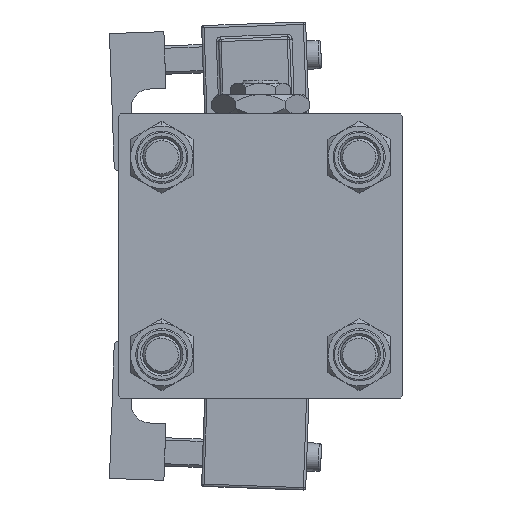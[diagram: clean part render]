
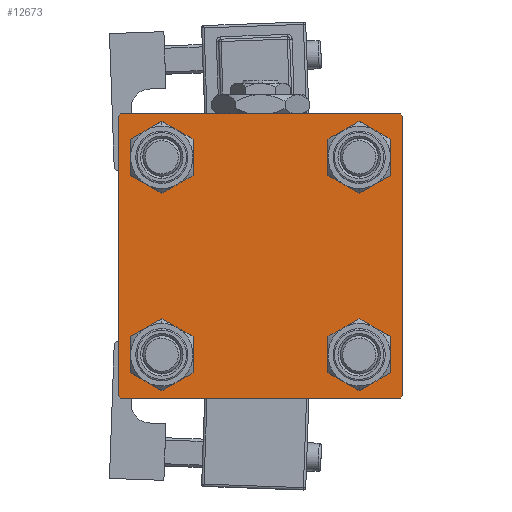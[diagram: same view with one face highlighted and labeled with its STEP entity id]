
A CAD part, left-side view. The second image highlights one B-rep face of the part: STEP entity #12673.
In plain terms, the highlighted planar face has unit normal (-1, 0, 0).
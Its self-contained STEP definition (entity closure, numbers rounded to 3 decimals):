
#3 = VERTEX_POINT ( 'NONE', #51714 ) ;
#1426 = CARTESIAN_POINT ( 'NONE',  ( 0., 30., 30. ) ) ;
#2254 = AXIS2_PLACEMENT_3D ( 'NONE', #47806, #4632, #26086 ) ;
#4632 = DIRECTION ( 'NONE',  ( 1., 0., 0. ) ) ;
#5886 = CARTESIAN_POINT ( 'NONE',  ( 0., 20.85, 25.35 ) ) ;
#7545 = CIRCLE ( 'NONE', #45435, 4.5 ) ;
#7827 = DIRECTION ( 'NONE',  ( -1., 0., 0. ) ) ;
#8109 = VERTEX_POINT ( 'NONE', #10371 ) ;
#8142 = CARTESIAN_POINT ( 'NONE',  ( 0., -20.85, 25.35 ) ) ;
#8328 = EDGE_CURVE ( 'NONE', #49276, #40746, #15898, .T. ) ;
#8367 = CARTESIAN_POINT ( 'NONE',  ( 0., 30., -29.5 ) ) ;
#8575 = CIRCLE ( 'NONE', #45550, 4.5 ) ;
#8661 = CIRCLE ( 'NONE', #52830, 4.5 ) ;
#9056 = CIRCLE ( 'NONE', #28912, 4.5 ) ;
#9208 = EDGE_CURVE ( 'NONE', #20076, #53585, #7545, .T. ) ;
#9848 = DIRECTION ( 'NONE',  ( 1., 0., 0. ) ) ;
#9887 = CARTESIAN_POINT ( 'NONE',  ( 0., 20.85, 20.85 ) ) ;
#10296 = ORIENTED_EDGE ( 'NONE', *, *, #49560, .T. ) ;
#10371 = CARTESIAN_POINT ( 'NONE',  ( 0., 29.5, -30. ) ) ;
#10567 = EDGE_CURVE ( 'NONE', #17269, #15568, #31960, .T. ) ;
#10616 = CARTESIAN_POINT ( 'NONE',  ( 0., 29.75, 29.75 ) ) ;
#11342 = AXIS2_PLACEMENT_3D ( 'NONE', #46498, #7827, #54104 ) ;
#11780 = FACE_BOUND ( 'NONE', #17782, .T. ) ;
#12673 = ADVANCED_FACE ( 'NONE', ( #36929, #50441, #19717, #11780, #29022 ), #29288, .T. ) ;
#13168 = DIRECTION ( 'NONE',  ( 0., 0., 1. ) ) ;
#14642 = EDGE_LOOP ( 'NONE', ( #44231, #14779 ) ) ;
#14671 = CARTESIAN_POINT ( 'NONE',  ( 0., 20.85, -20.85 ) ) ;
#14740 = CARTESIAN_POINT ( 'NONE',  ( 0., -30., 29.5 ) ) ;
#14779 = ORIENTED_EDGE ( 'NONE', *, *, #24342, .T. ) ;
#14976 = EDGE_CURVE ( 'NONE', #26889, #30208, #8575, .T. ) ;
#15235 = CARTESIAN_POINT ( 'NONE',  ( 0., 30., 29.5 ) ) ;
#15568 = VERTEX_POINT ( 'NONE', #26272 ) ;
#15679 = ORIENTED_EDGE ( 'NONE', *, *, #14976, .T. ) ;
#15898 = LINE ( 'NONE', #45276, #52551 ) ;
#16546 = DIRECTION ( 'NONE',  ( 0., -1., 0. ) ) ;
#16872 = VECTOR ( 'NONE', #43372, 1000. ) ;
#17120 = AXIS2_PLACEMENT_3D ( 'NONE', #39409, #43637, #30101 ) ;
#17192 = EDGE_LOOP ( 'NONE', ( #48349, #51665 ) ) ;
#17269 = VERTEX_POINT ( 'NONE', #26243 ) ;
#17782 = EDGE_LOOP ( 'NONE', ( #43548, #34432 ) ) ;
#18925 = DIRECTION ( 'NONE',  ( 1., 0., 0. ) ) ;
#19051 = EDGE_CURVE ( 'NONE', #49276, #27312, #19894, .T. ) ;
#19717 = FACE_BOUND ( 'NONE', #14642, .T. ) ;
#19894 = LINE ( 'NONE', #40778, #38755 ) ;
#20076 = VERTEX_POINT ( 'NONE', #46583 ) ;
#21128 = VERTEX_POINT ( 'NONE', #24533 ) ;
#21285 = ORIENTED_EDGE ( 'NONE', *, *, #8328, .T. ) ;
#21518 = VERTEX_POINT ( 'NONE', #46178 ) ;
#22045 = CIRCLE ( 'NONE', #54492, 4.5 ) ;
#22142 = EDGE_CURVE ( 'NONE', #30032, #50021, #23719, .T. ) ;
#23572 = EDGE_CURVE ( 'NONE', #37028, #3, #43264, .T. ) ;
#23719 = LINE ( 'NONE', #1426, #46853 ) ;
#24342 = EDGE_CURVE ( 'NONE', #53585, #20076, #9056, .T. ) ;
#24480 = EDGE_CURVE ( 'NONE', #21128, #30032, #49270, .T. ) ;
#24533 = CARTESIAN_POINT ( 'NONE',  ( 0., 29.5, 30. ) ) ;
#25525 = CARTESIAN_POINT ( 'NONE',  ( 0., -30., -29.5 ) ) ;
#25960 = ORIENTED_EDGE ( 'NONE', *, *, #19051, .F. ) ;
#26086 = DIRECTION ( 'NONE',  ( 0., 0., 1. ) ) ;
#26163 = LINE ( 'NONE', #30112, #16872 ) ;
#26225 = DIRECTION ( 'NONE',  ( 0., -0.707, 0.707 ) ) ;
#26243 = CARTESIAN_POINT ( 'NONE',  ( 0., -20.85, -16.35 ) ) ;
#26272 = CARTESIAN_POINT ( 'NONE',  ( 0., -20.85, -25.35 ) ) ;
#26671 = LINE ( 'NONE', #51750, #47979 ) ;
#26831 = DIRECTION ( 'NONE',  ( 1., 0., 0. ) ) ;
#26889 = VERTEX_POINT ( 'NONE', #46485 ) ;
#27312 = VERTEX_POINT ( 'NONE', #25525 ) ;
#27841 = DIRECTION ( 'NONE',  ( 0., 0.707, -0.707 ) ) ;
#27922 = DIRECTION ( 'NONE',  ( 0., 0., 1. ) ) ;
#28054 = EDGE_CURVE ( 'NONE', #8109, #21518, #26671, .T. ) ;
#28458 = LINE ( 'NONE', #41415, #54488 ) ;
#28535 = CARTESIAN_POINT ( 'NONE',  ( 0., -20.85, 20.85 ) ) ;
#28912 = AXIS2_PLACEMENT_3D ( 'NONE', #34622, #51806, #13168 ) ;
#29022 = FACE_OUTER_BOUND ( 'NONE', #54204, .T. ) ;
#29288 = PLANE ( 'NONE',  #11342 ) ;
#30032 = VERTEX_POINT ( 'NONE', #15235 ) ;
#30101 = DIRECTION ( 'NONE',  ( 0., 0., 1. ) ) ;
#30112 = CARTESIAN_POINT ( 'NONE',  ( 0., 29.75, -29.75 ) ) ;
#30208 = VERTEX_POINT ( 'NONE', #8142 ) ;
#31166 = ORIENTED_EDGE ( 'NONE', *, *, #22142, .T. ) ;
#31706 = ORIENTED_EDGE ( 'NONE', *, *, #24480, .T. ) ;
#31960 = CIRCLE ( 'NONE', #2254, 4.5 ) ;
#32290 = DIRECTION ( 'NONE',  ( 0., 0.707, 0.707 ) ) ;
#34432 = ORIENTED_EDGE ( 'NONE', *, *, #48548, .T. ) ;
#34622 = CARTESIAN_POINT ( 'NONE',  ( 0., 20.85, -20.85 ) ) ;
#35971 = CARTESIAN_POINT ( 'NONE',  ( 0., -20.85, 20.85 ) ) ;
#36130 = DIRECTION ( 'NONE',  ( 0., 0., 1. ) ) ;
#36664 = CARTESIAN_POINT ( 'NONE',  ( 0., -20.85, -20.85 ) ) ;
#36929 = FACE_BOUND ( 'NONE', #51822, .T. ) ;
#37001 = CARTESIAN_POINT ( 'NONE',  ( 0., -29.5, 30. ) ) ;
#37028 = VERTEX_POINT ( 'NONE', #5886 ) ;
#37644 = ORIENTED_EDGE ( 'NONE', *, *, #28054, .T. ) ;
#38755 = VECTOR ( 'NONE', #41609, 1000. ) ;
#39093 = DIRECTION ( 'NONE',  ( 1., 0., 0. ) ) ;
#39195 = LINE ( 'NONE', #43710, #55446 ) ;
#39409 = CARTESIAN_POINT ( 'NONE',  ( 0., 20.85, 20.85 ) ) ;
#40176 = AXIS2_PLACEMENT_3D ( 'NONE', #9887, #26831, #47710 ) ;
#40746 = VERTEX_POINT ( 'NONE', #37001 ) ;
#40778 = CARTESIAN_POINT ( 'NONE',  ( 0., -30., 30. ) ) ;
#40938 = DIRECTION ( 'NONE',  ( 1., 0., 0. ) ) ;
#41415 = CARTESIAN_POINT ( 'NONE',  ( 0., 30., 30. ) ) ;
#41609 = DIRECTION ( 'NONE',  ( 0., 0., -1. ) ) ;
#42123 = EDGE_CURVE ( 'NONE', #15568, #17269, #22045, .T. ) ;
#43243 = ORIENTED_EDGE ( 'NONE', *, *, #51000, .T. ) ;
#43264 = CIRCLE ( 'NONE', #17120, 4.5 ) ;
#43372 = DIRECTION ( 'NONE',  ( 0., -0.707, -0.707 ) ) ;
#43548 = ORIENTED_EDGE ( 'NONE', *, *, #23572, .T. ) ;
#43637 = DIRECTION ( 'NONE',  ( 1., 0., 0. ) ) ;
#43710 = CARTESIAN_POINT ( 'NONE',  ( 0., -29.75, -29.75 ) ) ;
#43881 = DIRECTION ( 'NONE',  ( 0., -1., 0. ) ) ;
#44231 = ORIENTED_EDGE ( 'NONE', *, *, #9208, .T. ) ;
#44560 = EDGE_CURVE ( 'NONE', #21518, #27312, #39195, .T. ) ;
#45175 = DIRECTION ( 'NONE',  ( 0., 0., 1. ) ) ;
#45276 = CARTESIAN_POINT ( 'NONE',  ( 0., -29.75, 29.75 ) ) ;
#45435 = AXIS2_PLACEMENT_3D ( 'NONE', #14671, #40938, #36130 ) ;
#45451 = DIRECTION ( 'NONE',  ( 0., 0., -1. ) ) ;
#45550 = AXIS2_PLACEMENT_3D ( 'NONE', #35971, #39093, #52049 ) ;
#46022 = VECTOR ( 'NONE', #27841, 1000. ) ;
#46178 = CARTESIAN_POINT ( 'NONE',  ( 0., -29.5, -30. ) ) ;
#46257 = EDGE_CURVE ( 'NONE', #21128, #40746, #28458, .T. ) ;
#46485 = CARTESIAN_POINT ( 'NONE',  ( 0., -20.85, 16.35 ) ) ;
#46498 = CARTESIAN_POINT ( 'NONE',  ( 0., 0., 0. ) ) ;
#46544 = ORIENTED_EDGE ( 'NONE', *, *, #44560, .T. ) ;
#46583 = CARTESIAN_POINT ( 'NONE',  ( 0., 20.85, -16.35 ) ) ;
#46853 = VECTOR ( 'NONE', #45451, 1000. ) ;
#47710 = DIRECTION ( 'NONE',  ( 0., 0., 1. ) ) ;
#47806 = CARTESIAN_POINT ( 'NONE',  ( 0., -20.85, -20.85 ) ) ;
#47979 = VECTOR ( 'NONE', #43881, 1000. ) ;
#48349 = ORIENTED_EDGE ( 'NONE', *, *, #10567, .T. ) ;
#48548 = EDGE_CURVE ( 'NONE', #3, #37028, #52789, .T. ) ;
#49270 = LINE ( 'NONE', #10616, #46022 ) ;
#49276 = VERTEX_POINT ( 'NONE', #14740 ) ;
#49560 = EDGE_CURVE ( 'NONE', #30208, #26889, #8661, .T. ) ;
#49935 = CARTESIAN_POINT ( 'NONE',  ( 0., 20.85, -25.35 ) ) ;
#50021 = VERTEX_POINT ( 'NONE', #8367 ) ;
#50441 = FACE_BOUND ( 'NONE', #17192, .T. ) ;
#51000 = EDGE_CURVE ( 'NONE', #50021, #8109, #26163, .T. ) ;
#51665 = ORIENTED_EDGE ( 'NONE', *, *, #42123, .T. ) ;
#51714 = CARTESIAN_POINT ( 'NONE',  ( 0., 20.85, 16.35 ) ) ;
#51750 = CARTESIAN_POINT ( 'NONE',  ( 0., 30., -30. ) ) ;
#51806 = DIRECTION ( 'NONE',  ( 1., 0., 0. ) ) ;
#51822 = EDGE_LOOP ( 'NONE', ( #10296, #15679 ) ) ;
#52049 = DIRECTION ( 'NONE',  ( 0., 0., 1. ) ) ;
#52306 = ORIENTED_EDGE ( 'NONE', *, *, #46257, .F. ) ;
#52551 = VECTOR ( 'NONE', #32290, 1000. ) ;
#52789 = CIRCLE ( 'NONE', #40176, 4.5 ) ;
#52830 = AXIS2_PLACEMENT_3D ( 'NONE', #28535, #18925, #45175 ) ;
#53585 = VERTEX_POINT ( 'NONE', #49935 ) ;
#54104 = DIRECTION ( 'NONE',  ( 0., 0., 1. ) ) ;
#54204 = EDGE_LOOP ( 'NONE', ( #31166, #43243, #37644, #46544, #25960, #21285, #52306, #31706 ) ) ;
#54488 = VECTOR ( 'NONE', #16546, 1000. ) ;
#54492 = AXIS2_PLACEMENT_3D ( 'NONE', #36664, #9848, #27922 ) ;
#55446 = VECTOR ( 'NONE', #26225, 1000. ) ;
